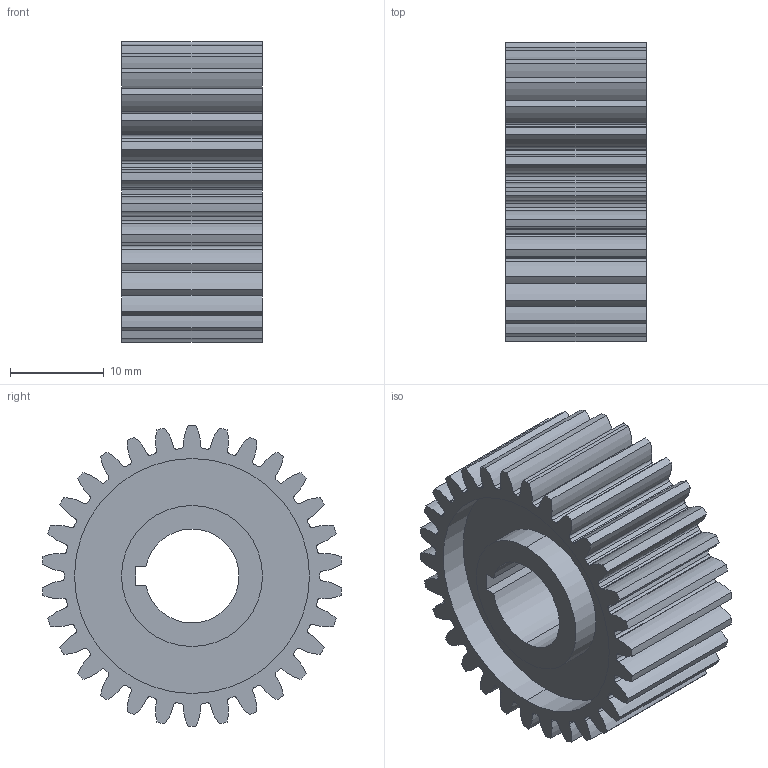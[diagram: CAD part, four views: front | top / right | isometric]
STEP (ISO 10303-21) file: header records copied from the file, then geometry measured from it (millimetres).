
FILE_DESCRIPTION (( 'STEP AP214' ), '1' );
FILE_NAME ('Gear.step', '2023-06-15T00:34:42', ( '' ), ( '' ), 'SwSTEP 2.0', 'SolidWorks 2022', '' );
FILE_SCHEMA (( 'AUTOMOTIVE_DESIGN' ));
Length unit declared in the file: millimetre
Products named in the file (1): Gear
Bounding box: 15 x 31.9 x 32 mm (x, y, z)
Volume: 7339.2 mm3; surface area: 5463.7 mm2
Topology: 1 solids, 1 shells, 219 faces, 639 edges, 426 vertices
Faces by surface type: cylinder 180, plane 39
Entity records: 7491 total; most frequent: DIRECTION 1439, CARTESIAN_POINT 1285, ORIENTED_EDGE 1278, EDGE_CURVE 639, AXIS2_PLACEMENT_3D 580, VERTEX_POINT 426, CIRCLE 360, LINE 279
